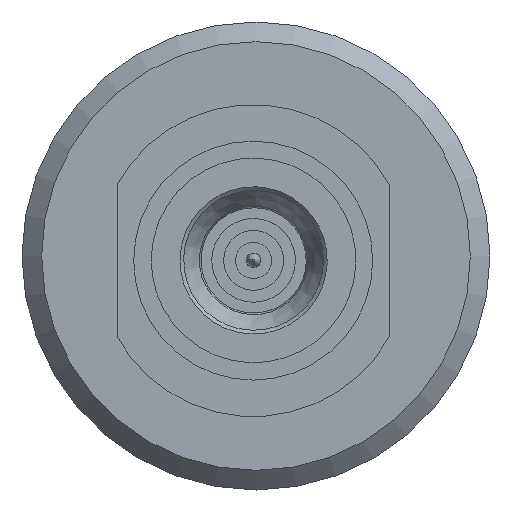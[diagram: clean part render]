
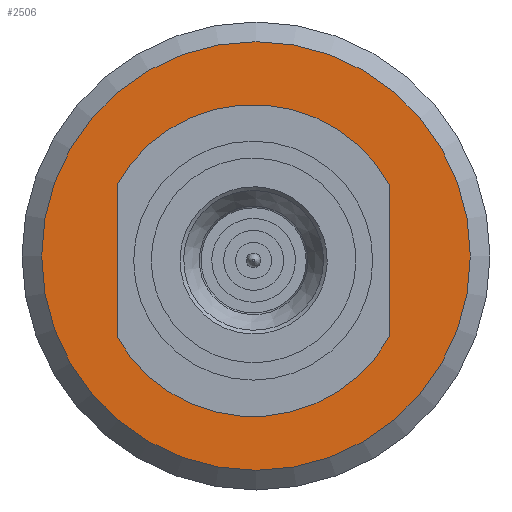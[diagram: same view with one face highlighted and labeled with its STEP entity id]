
A CAD part, left-side view. The second image highlights one B-rep face of the part: STEP entity #2506.
In plain terms, the highlighted planar face has unit normal (-1, 0, 0).
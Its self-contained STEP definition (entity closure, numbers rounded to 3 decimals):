
#224=PLANE('',#2737);
#308=FACE_OUTER_BOUND('',#469,.T.);
#469=EDGE_LOOP('',(#1647));
#813=CIRCLE('',#2736,4.363);
#976=VERTEX_POINT('',#4012);
#1238=EDGE_CURVE('',#976,#976,#813,.T.);
#1647=ORIENTED_EDGE('',*,*,#1238,.F.);
#2506=ADVANCED_FACE('',(#308),#224,.T.);
#2736=AXIS2_PLACEMENT_3D('',#4013,#3146,#3147);
#2737=AXIS2_PLACEMENT_3D('',#4015,#3149,#3150);
#3146=DIRECTION('center_axis',(1.,0.,0.));
#3147=DIRECTION('ref_axis',(0.,0.,-1.));
#3149=DIRECTION('center_axis',(-1.,0.,0.));
#3150=DIRECTION('ref_axis',(0.,0.,1.));
#4012=CARTESIAN_POINT('',(-0.5,0.026,4.456));
#4013=CARTESIAN_POINT('Origin',(-0.5,0.026,0.094));
#4015=CARTESIAN_POINT('Origin',(-0.5,2.,-4.5));
